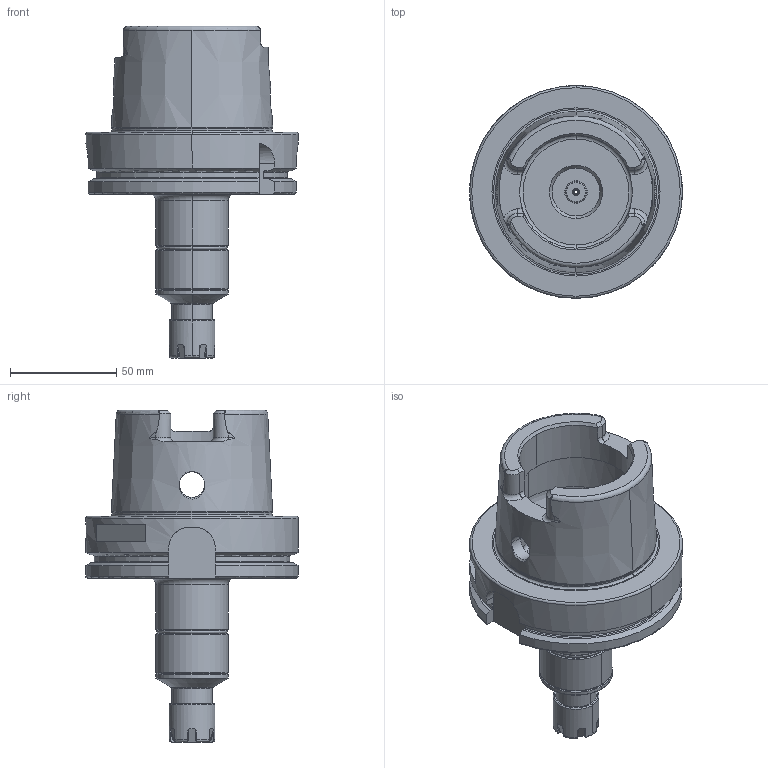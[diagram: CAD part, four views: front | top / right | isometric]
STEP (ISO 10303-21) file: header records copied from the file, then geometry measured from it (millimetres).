
FILE_DESCRIPTION((''),'2;1');
FILE_NAME('A100_16_02_10_1_M','2020-09-25T',('103090'),(''),'CREO PARAMETRIC BY PTC INC, 2016260','CREO PARAMETRIC BY PTC INC, 2016260','');
FILE_SCHEMA(('CONFIG_CONTROL_DESIGN'));
Length unit declared in the file: millimetre
Products named in the file (1): A100_16_02_10_1_M
Bounding box: 100 x 100 x 156 mm (x, y, z)
Volume: 299962.5 mm3; surface area: 59937.5 mm2
Topology: 2 solids, 2 shells, 283 faces, 705 edges, 437 vertices
Faces by surface type: cylinder 84, plane 82, torus 61, cone 52, bspline 4
Entity records: 9692 total; most frequent: CARTESIAN_POINT 2972, DIRECTION 1422, ORIENTED_EDGE 1406, EDGE_CURVE 703, AXIS2_PLACEMENT_3D 591, VERTEX_POINT 437, CIRCLE 309, EDGE_LOOP 304
